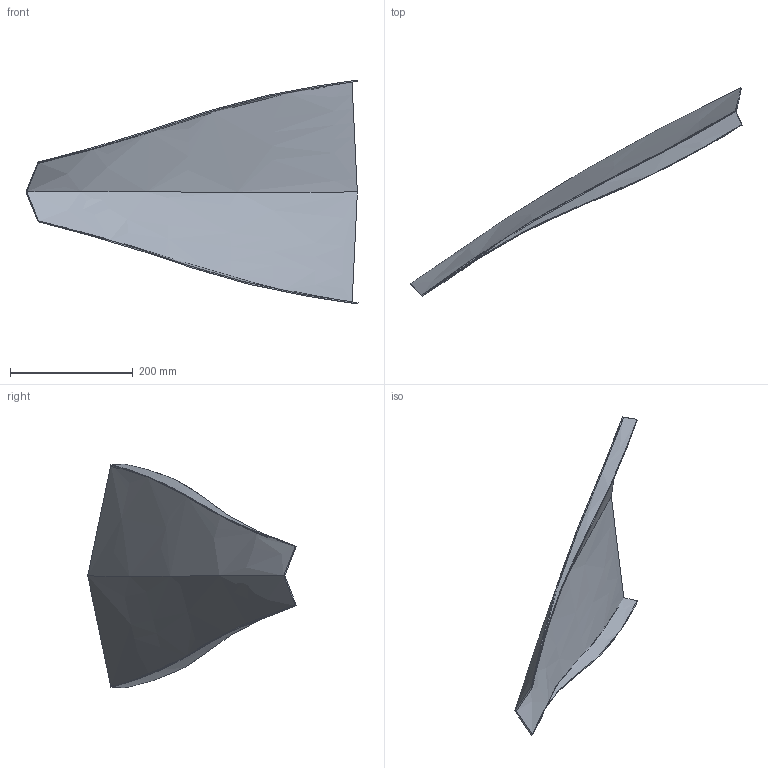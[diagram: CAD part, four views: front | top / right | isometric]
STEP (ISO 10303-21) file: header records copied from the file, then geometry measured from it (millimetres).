
FILE_DESCRIPTION(/* description */ (''),/* implementation_level */ '2;1');
FILE_NAME(/* name */ 'fairing v1.step',/* time_stamp */ '2023-02-24T19:51:14+05:30',/* author */ (''),/* organization */ (''),/* preprocessor_version */ 'ST-DEVELOPER v19.2',/* originating_system */ 'Autodesk Translation Framework v11.17.0.187',/* authorisation */ '');
FILE_SCHEMA (('AUTOMOTIVE_DESIGN { 1 0 10303 214 3 1 1 }'));
Length unit declared in the file: millimetre
Products named in the file (1): fairing final
Bounding box: 541.92 x 340.3 x 365.21 mm (x, y, z)
Volume: 339167.3 mm3; surface area: 347711.3 mm2
Topology: 3 solids, 3 shells, 28 faces, 57 edges, 35 vertices
Faces by surface type: bspline 28
Entity records: 17163 total; most frequent: CARTESIAN_POINT 16705, ORIENTED_EDGE 112, EDGE_CURVE 56, B_SPLINE_CURVE_WITH_KNOTS 42, VERTEX_POINT 34, FACE_OUTER_BOUND 28, EDGE_LOOP 28, B_SPLINE_SURFACE_WITH_KNOTS 28
